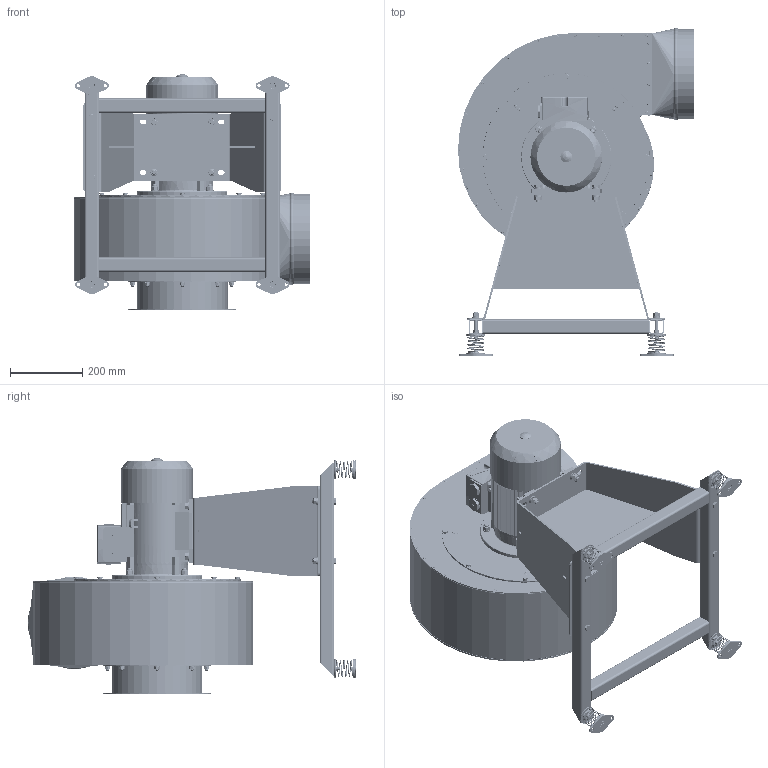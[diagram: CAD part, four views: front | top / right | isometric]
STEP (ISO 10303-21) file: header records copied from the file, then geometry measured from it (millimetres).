
FILE_DESCRIPTION(/* description */ ('801W10 WPAN-10-S'),/* implementation_level */ '2;1');
FILE_NAME(/* name */ '801W10 WPAN-10-S.stp',/* time_stamp */ '2022-05-10T09:17:21+02:00',/* author */ ('a.korpacki'),/* organization */ ('KLIMAWENT S.A.'),/* preprocessor_version */ 'ST-DEVELOPER v18.1',/* originating_system */ 'Autodesk Inventor 2021',/* authorisation */ '');
FILE_SCHEMA (('AUTOMOTIVE_DESIGN { 1 0 10303 214 3 1 1 }'));
Length unit declared in the file: millimetre
Products named in the file (1): ~~
Bounding box: 653.1 x 908.62 x 653 mm (x, y, z)
Volume: 15501811.7 mm3; surface area: 4276678.2 mm2
Topology: 26 solids, 28 shells, 7060 faces, 17978 edges, 11644 vertices
Faces by surface type: plane 3836, cylinder 1438, bspline 1147, torus 360, cone 271, sphere 8
Full cylindrical faces by diameter (mm): 3 x28, 4 x95, 4.1 x2, 4.134 x2, 4.2 x82, 4.3 x8, 4.4 x8, 6 x2, 7.5 x2, 8 x129, 8.5 x8, 8.8 x2, 9 x24, 10 x12, 10.5 x4, 10.9 x2, 11 x8, 11.1 x6, 11.63 x12, 12 x15, 13 x12, 14 x4, 14.5 x4, 14.63 x4, 16.63 x8, 20 x4, 24 x8, 28 x1, 30 x1, 32 x1
Entity records: 241104 total; most frequent: CARTESIAN_POINT 68041, ORIENTED_EDGE 35952, DIRECTION 31749, EDGE_CURVE 17978, VERTEX_POINT 11644, AXIS2_PLACEMENT_3D 10942, LINE 9865, VECTOR 9865
